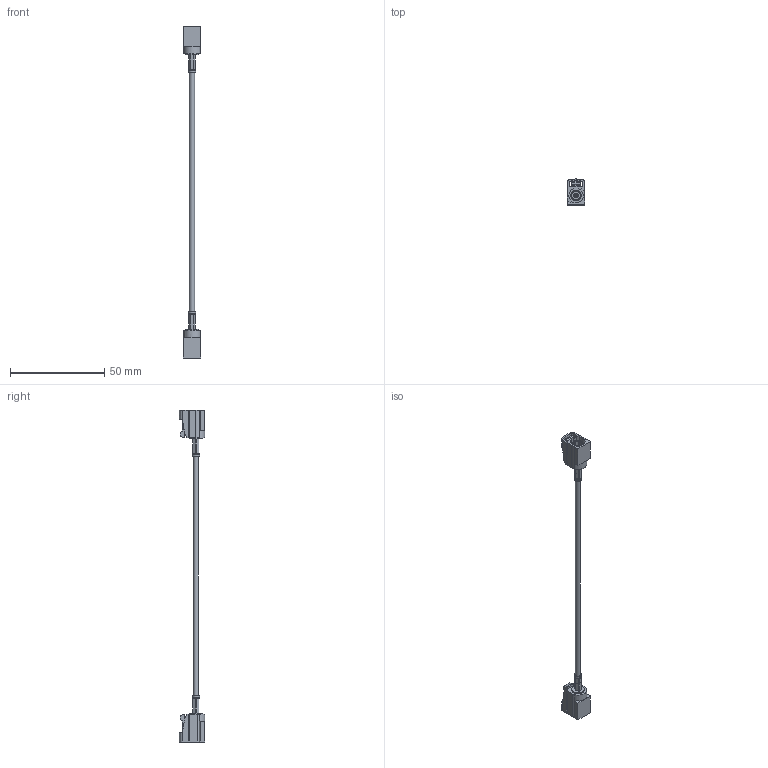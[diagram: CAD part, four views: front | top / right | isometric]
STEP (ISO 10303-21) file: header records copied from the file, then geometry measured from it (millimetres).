
FILE_DESCRIPTION (( 'STEP AP203' ), '1' );
FILE_NAME ('PE38746C_3D.step', '2022-06-15T21:42:39', ( '' ), ( '' ), 'SwSTEP 2.0', 'SolidWorks 2021', '' );
FILE_SCHEMA (( 'CONFIG_CONTROL_DESIGN' ));
Length unit declared in the file: inch
Products named in the file (3): PE44646C^PE38746C; PE38746C_3D; PE-C100-LSZH^PE38746C_PE-C100-LSZH
Assembly tree (3 placements, depth 2):
  PE38746C_3D
    PE-C100-LSZH^PE38746C_PE-C100-LSZH
    PE44646C^PE38746C  x2
Bounding box: 9.4 x 13.53 x 176.56 mm (x, y, z)
Volume: 3188.3 mm3; surface area: 4853.8 mm2
Topology: 7 solids, 7 shells, 393 faces, 1073 edges, 708 vertices
Faces by surface type: plane 240, cylinder 121, cone 24, bspline 8
Full cylindrical faces by diameter (mm): 0.508 x2, 0.55 x2, 0.812 x2, 0.885 x2, 1.016 x2, 1.022 x4, 1.2 x2, 1.7 x2, 2.286 x2, 2.7 x2, 2.769 x1, 3.48 x2, 3.988 x2, 4.497 x2, 5.513 x2, 6.883 x2
Entity records: 8546 total; most frequent: CARTESIAN_POINT 3517, ORIENTED_EDGE 998, DIRECTION 898, EDGE_CURVE 499, VERTEX_POINT 343, AXIS2_PLACEMENT_3D 313, LINE 272, VECTOR 272
